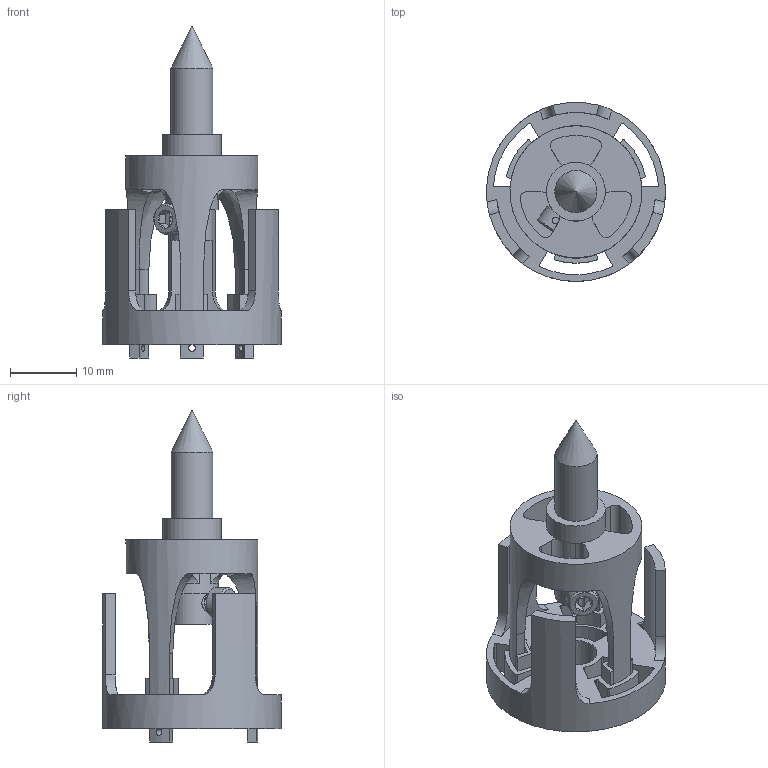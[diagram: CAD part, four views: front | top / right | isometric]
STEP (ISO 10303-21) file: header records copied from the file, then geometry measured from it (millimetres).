
FILE_DESCRIPTION(/* description */ (''),/* implementation_level */ '2;1');
FILE_NAME(/* name */ 'DPLX_A001_revE_Electrode_assmMJS.stp',/* time_stamp */ '2018-07-31T12:21:14-07:00',/* author */ ('MJ'),/* organization */ (''),/* preprocessor_version */ 'ST-DEVELOPER v16.13',/* originating_system */ 'Autodesk Inventor 2018',/* authorisation */ '');
FILE_SCHEMA (('AUTOMOTIVE_DESIGN { 1 0 10303 214 3 1 1 }'));
Products named in the file (5): DPLX_A001_revE_Electrode_assmMJS; DPLX_P001_Electrode; DPLX_P006_BRASS SOCKET HEAD CAP SCREW; DPLX_P003_small_inside_baffle_RevB; DPLX_P004_revD_large_outside_baffle
Assembly tree (4 placements, depth 2):
  DPLX_A001_revE_Electrode_assmMJS
    DPLX_P001_Electrode
    DPLX_P006_BRASS SOCKET HEAD CAP SCREW
    DPLX_P003_small_inside_baffle_RevB
    DPLX_P004_revD_large_outside_baffle
Bounding box: 26.99 x 26.99 x 50.09 mm (x, y, z)
Volume: 5034.1 mm3; surface area: 6208.4 mm2
Topology: 4 solids, 4 shells, 248 faces, 710 edges, 460 vertices
Faces by surface type: cylinder 129, plane 81, bspline 25, cone 10, torus 3
Full cylindrical faces by diameter (mm): 1.016 x12, 2.845 x2, 3.572 x1, 4.366 x1, 4.648 x1, 6.35 x4, 8 x1, 8.89 x1, 19.92 x1, 27 x1
Entity records: 13682 total; most frequent: CARTESIAN_POINT 7291, ORIENTED_EDGE 1330, DIRECTION 1262, EDGE_CURVE 665, AXIS2_PLACEMENT_3D 497, VERTEX_POINT 446, EDGE_LOOP 321, LINE 268
